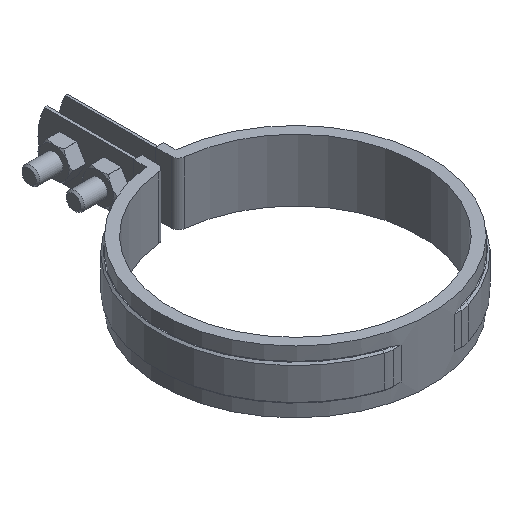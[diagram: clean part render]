
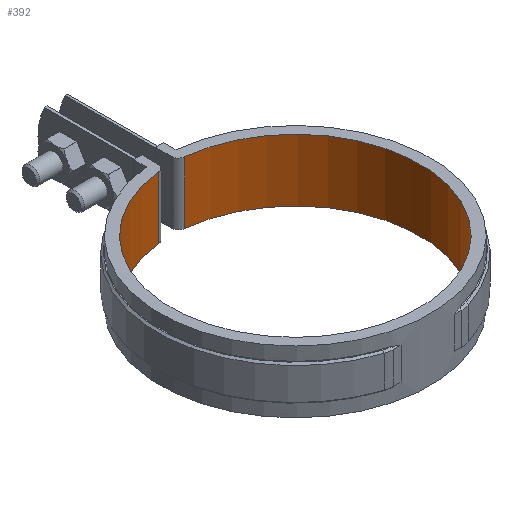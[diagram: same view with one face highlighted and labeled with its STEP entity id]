
A CAD part, isometric view. The second image highlights one B-rep face of the part: STEP entity #392.
In plain terms, the highlighted cylindrical face has radius 70 mm (diameter 140 mm), a partial arc.
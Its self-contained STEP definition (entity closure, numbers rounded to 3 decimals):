
#392 = ADVANCED_FACE( '', ( #640 ), #641, .F. );
#640 = FACE_OUTER_BOUND( '', #1726, .T. );
#641 = CYLINDRICAL_SURFACE( '', #1727, 70. );
#1726 = EDGE_LOOP( '', ( #4050, #4051, #4052, #4053 ) );
#1727 = AXIS2_PLACEMENT_3D( '', #4054, #4055, #4056 );
#4050 = ORIENTED_EDGE( '', *, *, #4832, .F. );
#4051 = ORIENTED_EDGE( '', *, *, #4843, .F. );
#4052 = ORIENTED_EDGE( '', *, *, #4840, .T. );
#4053 = ORIENTED_EDGE( '', *, *, #4842, .T. );
#4054 = CARTESIAN_POINT( '', ( 0., 0., -33.5 ) );
#4055 = DIRECTION( '', ( 0., 0., -1. ) );
#4056 = DIRECTION( '', ( 0., 1., 0. ) );
#4832 = EDGE_CURVE( '', #5372, #5374, #5375, .T. );
#4840 = EDGE_CURVE( '', #5385, #5383, #5386, .T. );
#4842 = EDGE_CURVE( '', #5383, #5374, #5388, .T. );
#4843 = EDGE_CURVE( '', #5385, #5372, #5389, .T. );
#5372 = VERTEX_POINT( '', #7923 );
#5374 = VERTEX_POINT( '', #7925 );
#5375 = CIRCLE( '', #7926, 70. );
#5383 = VERTEX_POINT( '', #7943 );
#5385 = VERTEX_POINT( '', #7945 );
#5386 = CIRCLE( '', #7946, 70. );
#5388 = LINE( '', #7948, #7949 );
#5389 = LINE( '', #7950, #7951 );
#7923 = CARTESIAN_POINT( '', ( 7.378, 69.61, 1.5 ) );
#7925 = CARTESIAN_POINT( '', ( -7.378, 69.61, 1.5 ) );
#7926 = AXIS2_PLACEMENT_3D( '', #8716, #8717, #8718 );
#7943 = CARTESIAN_POINT( '', ( -7.378, 69.61, -33.5 ) );
#7945 = CARTESIAN_POINT( '', ( 7.378, 69.61, -33.5 ) );
#7946 = AXIS2_PLACEMENT_3D( '', #8728, #8729, #8730 );
#7948 = CARTESIAN_POINT( '', ( -7.378, 69.61, -33.5 ) );
#7949 = VECTOR( '', #8734, 1000. );
#7950 = CARTESIAN_POINT( '', ( 7.378, 69.61, -33.5 ) );
#7951 = VECTOR( '', #8735, 1000. );
#8716 = CARTESIAN_POINT( '', ( 0., 0., 1.5 ) );
#8717 = DIRECTION( '', ( 0., 0., -1. ) );
#8718 = DIRECTION( '', ( 1., 0., 0. ) );
#8728 = CARTESIAN_POINT( '', ( 0., 0., -33.5 ) );
#8729 = DIRECTION( '', ( 0., 0., -1. ) );
#8730 = DIRECTION( '', ( 1., 0., 0. ) );
#8734 = DIRECTION( '', ( 0., 0., 1. ) );
#8735 = DIRECTION( '', ( 0., 0., 1. ) );
